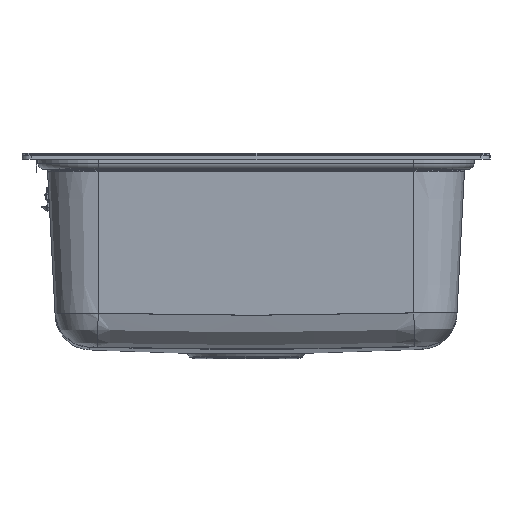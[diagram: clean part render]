
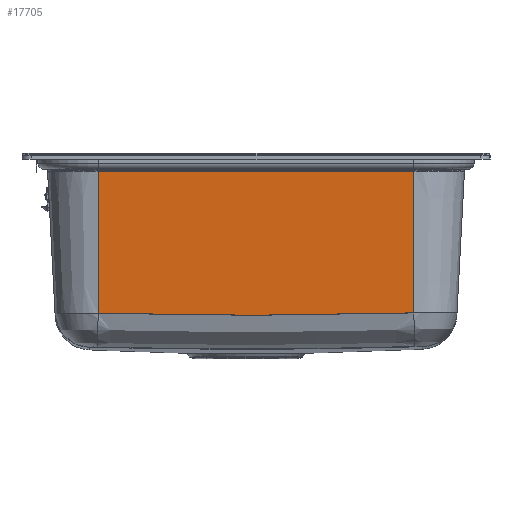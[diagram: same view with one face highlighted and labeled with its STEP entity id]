
A CAD part, left-side view. The second image highlights one B-rep face of the part: STEP entity #17705.
In plain terms, the highlighted planar face has unit normal (-0.999, 0, -0.052).
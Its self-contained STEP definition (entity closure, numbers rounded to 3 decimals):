
#4182=CARTESIAN_POINT('',(-371.856,158.5,59.116));
#4193=DIRECTION('',(-0.052,0.,0.999));
#4194=VECTOR('',#4193,143.185);
#4195=CARTESIAN_POINT('',(-371.856,158.5,59.116));
#4196=LINE('',#4195,#4194);
#4666=CARTESIAN_POINT('',(-371.856,158.5,59.116));
#4667=CARTESIAN_POINT('',(-371.852,155.271,59.043));
#4668=CARTESIAN_POINT('',(-371.845,148.999,58.904));
#4669=CARTESIAN_POINT('',(-371.835,140.449,58.723));
#4670=CARTESIAN_POINT('',(-371.826,131.869,58.548));
#4671=CARTESIAN_POINT('',(-371.817,123.307,58.381));
#4672=CARTESIAN_POINT('',(-371.809,114.745,58.223));
#4673=CARTESIAN_POINT('',(-371.801,105.659,58.065));
#4674=CARTESIAN_POINT('',(-371.792,94.941,57.893));
#4675=CARTESIAN_POINT('',(-371.783,83.339,57.726));
#4676=CARTESIAN_POINT('',(-371.776,72.177,57.586));
#4677=CARTESIAN_POINT('',(-371.769,61.097,57.467));
#4678=CARTESIAN_POINT('',(-371.764,49.976,57.369));
#4679=CARTESIAN_POINT('',(-371.76,38.897,57.295));
#4680=CARTESIAN_POINT('',(-371.758,27.822,57.244));
#4681=CARTESIAN_POINT('',(-371.756,16.744,57.217));
#4682=CARTESIAN_POINT('',(-371.756,5.667,57.214));
#4683=CARTESIAN_POINT('',(-371.757,-5.409,
57.236));
#4684=CARTESIAN_POINT('',(-371.76,-16.488,
57.282));
#4685=CARTESIAN_POINT('',(-371.763,-27.575,
57.351));
#4686=CARTESIAN_POINT('',(-371.768,-38.683,
57.444));
#4687=CARTESIAN_POINT('',(-371.774,-49.835,
57.559));
#4688=CARTESIAN_POINT('',(-371.782,-61.056,
57.696));
#4689=CARTESIAN_POINT('',(-371.79,-72.381,
57.855));
#4690=CARTESIAN_POINT('',(-371.799,-83.849,
58.034));
#4691=CARTESIAN_POINT('',(-371.81,-95.501,
58.236));
#4692=CARTESIAN_POINT('',(-371.821,-107.39,
58.458));
#4693=CARTESIAN_POINT('',(-371.834,-119.564,
58.703));
#4694=CARTESIAN_POINT('',(-371.848,-132.075,
58.97));
#4695=CARTESIAN_POINT('',(-371.864,-145.006,
59.262));
#4696=CARTESIAN_POINT('',(-371.875,-153.95,59.474));
#4697=CARTESIAN_POINT('',(-371.88,-158.5,59.584));
#4699=DIRECTION('',(0.,1.,0.));
#4700=VECTOR('',#4699,317.);
#4701=CARTESIAN_POINT('',(-379.35,-158.5,202.105));
#4702=LINE('',#4701,#4700);
#4736=DIRECTION('',(0.052,0.,-0.999));
#4737=VECTOR('',#4736,142.716);
#4738=CARTESIAN_POINT('',(-379.35,-158.5,202.105));
#4739=LINE('',#4738,#4737);
#8614=CARTESIAN_POINT('',(-379.35,-158.5,202.105));
#8615=VERTEX_POINT('',#8614);
#8618=CARTESIAN_POINT('',(-379.35,158.5,202.105));
#8619=VERTEX_POINT('',#8618);
#8632=VERTEX_POINT('',#4182);
#8634=VERTEX_POINT('',#4697);
#17693=CARTESIAN_POINT('',(-379.499,160.414,
204.948));
#17694=DIRECTION('',(-0.999,0.,-0.052));
#17695=DIRECTION('',(0.,-1.,0.));
#17696=AXIS2_PLACEMENT_3D('',#17693,#17694,#17695);
#17697=PLANE('',#17696);
#17698=ORIENTED_EDGE('',*,*,#17684,.F.);
#17699=ORIENTED_EDGE('',*,*,#16828,.T.);
#17700=ORIENTED_EDGE('',*,*,#16855,.F.);
#17702=ORIENTED_EDGE('',*,*,#17701,.T.);
#17703=EDGE_LOOP('',(#17698,#17699,#17700,#17702));
#17704=FACE_OUTER_BOUND('',#17703,.F.);
#17705=ADVANCED_FACE('',(#17704),#17697,.T.);
#4698=B_SPLINE_CURVE_WITH_KNOTS('',3,(#4666,#4667,#4668,#4669,#4670,#4671,#4672,
#4673,#4674,#4675,#4676,#4677,#4678,#4679,#4680,#4681,#4682,#4683,#4684,#4685,
#4686,#4687,#4688,#4689,#4690,#4691,#4692,#4693,#4694,#4695,#4696,#4697),
.UNSPECIFIED.,.F.,.F.,(4,1,1,1,1,1,1,1,1,1,1,1,1,1,1,1,1,1,1,1,1,1,1,1,1,1,1,1,
1,4),(0.,0.034,0.069,0.103,
0.138,0.172,0.207,0.241,
0.276,0.31,0.345,0.379,
0.414,0.448,0.483,0.517,
0.552,0.586,0.621,0.655,
0.69,0.724,0.759,0.793,
0.828,0.862,0.897,0.931,
0.966,1.),.UNSPECIFIED.);
#16828=EDGE_CURVE('',#8632,#8619,#4196,.T.);
#16855=EDGE_CURVE('',#8615,#8619,#4702,.T.);
#17684=EDGE_CURVE('',#8632,#8634,#4698,.T.);
#17701=EDGE_CURVE('',#8615,#8634,#4739,.T.);
